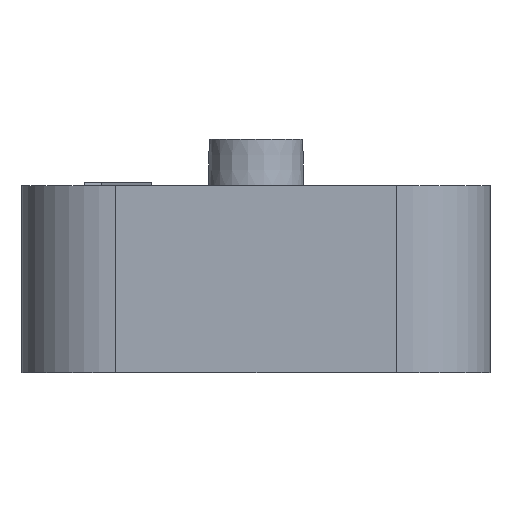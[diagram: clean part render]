
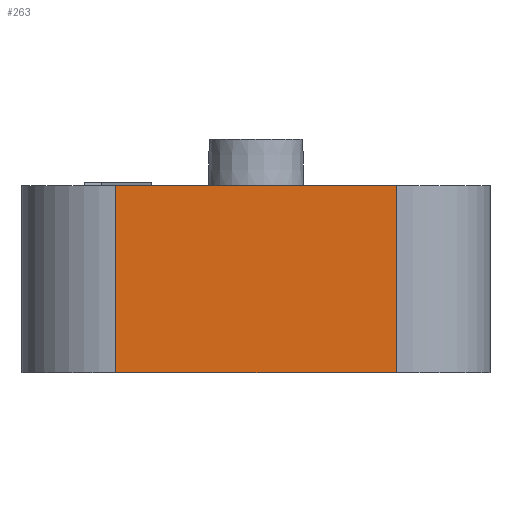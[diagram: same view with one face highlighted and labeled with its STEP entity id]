
A CAD part, left-side view. The second image highlights one B-rep face of the part: STEP entity #263.
In plain terms, the highlighted planar face has unit normal (-1, 0, 0).
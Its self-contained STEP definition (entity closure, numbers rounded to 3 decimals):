
#263 = ADVANCED_FACE( '', ( #878 ), #879, .T. );
#878 = FACE_OUTER_BOUND( '', #1672, .T. );
#879 = PLANE( '', #1673 );
#1672 = EDGE_LOOP( '', ( #3732, #3733, #3734, #3735 ) );
#1673 = AXIS2_PLACEMENT_3D( '', #3736, #3737, #3738 );
#3732 = ORIENTED_EDGE( '', *, *, #5317, .F. );
#3733 = ORIENTED_EDGE( '', *, *, #5801, .F. );
#3734 = ORIENTED_EDGE( '', *, *, #5008, .T. );
#3735 = ORIENTED_EDGE( '', *, *, #5800, .T. );
#3736 = CARTESIAN_POINT( '', ( -34., -7.5, 95.117 ) );
#3737 = DIRECTION( '', ( -1., 0., 0. ) );
#3738 = DIRECTION( '', ( 0., 1., 0. ) );
#5008 = EDGE_CURVE( '', #5953, #5951, #5954, .T. );
#5317 = EDGE_CURVE( '', #6562, #6564, #6565, .T. );
#5800 = EDGE_CURVE( '', #5951, #6564, #7348, .T. );
#5801 = EDGE_CURVE( '', #5953, #6562, #7349, .T. );
#5951 = VERTEX_POINT( '', #7512 );
#5953 = VERTEX_POINT( '', #7514 );
#5954 = LINE( '', #7515, #7516 );
#6562 = VERTEX_POINT( '', #8424 );
#6564 = VERTEX_POINT( '', #8426 );
#6565 = LINE( '', #8427, #8428 );
#7348 = LINE( '', #9688, #9689 );
#7349 = LINE( '', #9690, #9691 );
#7512 = CARTESIAN_POINT( '', ( -34., 7.5, 10. ) );
#7514 = CARTESIAN_POINT( '', ( -34., -7.5, 10. ) );
#7515 = CARTESIAN_POINT( '', ( -34., 0., 10. ) );
#7516 = VECTOR( '', #9950, 1000. );
#8424 = CARTESIAN_POINT( '', ( -34., -7.5, 0. ) );
#8426 = CARTESIAN_POINT( '', ( -34., 7.5, 0. ) );
#8427 = CARTESIAN_POINT( '', ( -34., 0., 0. ) );
#8428 = VECTOR( '', #10275, 1000. );
#9688 = CARTESIAN_POINT( '', ( -34., 7.5, 95.117 ) );
#9689 = VECTOR( '', #10768, 1000. );
#9690 = CARTESIAN_POINT( '', ( -34., -7.5, 95.117 ) );
#9691 = VECTOR( '', #10769, 1000. );
#9950 = DIRECTION( '', ( 0., 1., 0. ) );
#10275 = DIRECTION( '', ( 0., 1., 0. ) );
#10768 = DIRECTION( '', ( 0., 0., -1. ) );
#10769 = DIRECTION( '', ( 0., 0., -1. ) );
